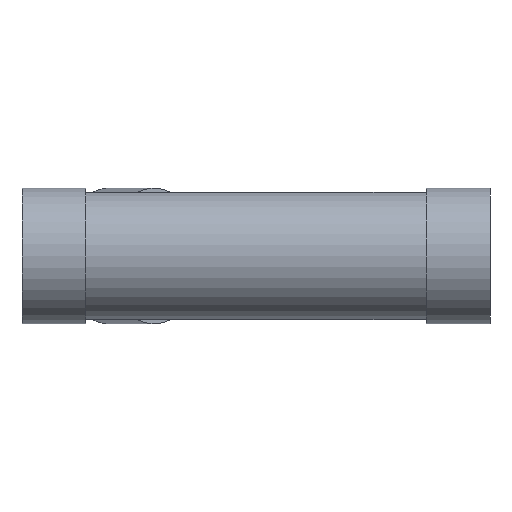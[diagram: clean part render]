
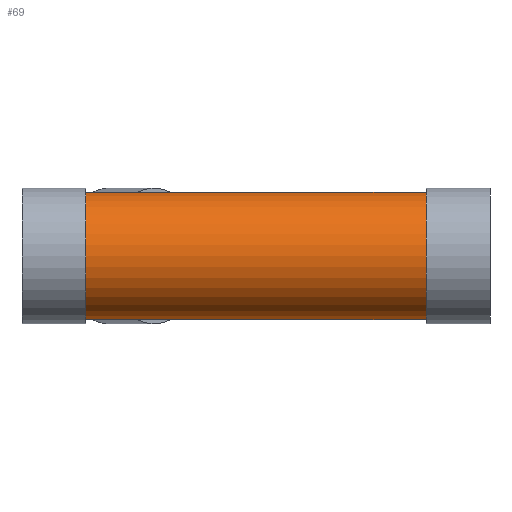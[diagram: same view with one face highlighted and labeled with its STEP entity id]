
A CAD part, front view. The second image highlights one B-rep face of the part: STEP entity #69.
In plain terms, the highlighted cylindrical face has radius 37.5 mm (diameter 75 mm), a full revolution.
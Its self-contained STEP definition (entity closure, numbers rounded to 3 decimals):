
#69 = ADVANCED_FACE( '', ( #151, #152, #153 ), #154, .T. );
#151 = FACE_OUTER_BOUND( '', #236, .T. );
#152 = FACE_BOUND( '', #237, .T. );
#153 = FACE_OUTER_BOUND( '', #238, .T. );
#154 = CYLINDRICAL_SURFACE( '', #239, 37.5 );
#236 = EDGE_LOOP( '', ( #344 ) );
#237 = EDGE_LOOP( '', ( #345, #346 ) );
#238 = EDGE_LOOP( '', ( #347 ) );
#239 = AXIS2_PLACEMENT_3D( '', #348, #349, #350 );
#344 = ORIENTED_EDGE( '', *, *, #415, .T. );
#345 = ORIENTED_EDGE( '', *, *, #410, .F. );
#346 = ORIENTED_EDGE( '', *, *, #411, .F. );
#347 = ORIENTED_EDGE( '', *, *, #390, .F. );
#348 = CARTESIAN_POINT( '', ( 138., 0., 0. ) );
#349 = DIRECTION( '', ( -1., 0., 0. ) );
#350 = DIRECTION( '', ( 0., 0., -1. ) );
#390 = EDGE_CURVE( '', #436, #436, #437, .T. );
#410 = EDGE_CURVE( '', #468, #469, #470, .F. );
#411 = EDGE_CURVE( '', #469, #468, #471, .F. );
#415 = EDGE_CURVE( '', #476, #476, #477, .T. );
#436 = VERTEX_POINT( '', #499 );
#437 = CIRCLE( '', #500, 37.5 );
#468 = VERTEX_POINT( '', #531 );
#469 = VERTEX_POINT( '', #532 );
#470 = ELLIPSE( '', #533, 97.992, 37.5 );
#471 = ELLIPSE( '', #534, 40.59, 37.5 );
#476 = VERTEX_POINT( '', #539 );
#477 = CIRCLE( '', #540, 37.5 );
#499 = CARTESIAN_POINT( '', ( 100.5, 0., -37.5 ) );
#500 = AXIS2_PLACEMENT_3D( '', #563, #564, #565 );
#531 = CARTESIAN_POINT( '', ( 37.5, 0., -37.5 ) );
#532 = CARTESIAN_POINT( '', ( 37.5, 0., 37.5 ) );
#533 = AXIS2_PLACEMENT_3D( '', #599, #600, #601 );
#534 = AXIS2_PLACEMENT_3D( '', #602, #603, #604 );
#539 = CARTESIAN_POINT( '', ( -100.5, 0., -37.5 ) );
#540 = AXIS2_PLACEMENT_3D( '', #608, #609, #610 );
#563 = CARTESIAN_POINT( '', ( 100.5, 0., 0. ) );
#564 = DIRECTION( '', ( 1., 0., 0. ) );
#565 = DIRECTION( '', ( 0., 0., -1. ) );
#599 = CARTESIAN_POINT( '', ( 37.5, 0., 0. ) );
#600 = DIRECTION( '', ( -0.383, -0.924, 0. ) );
#601 = DIRECTION( '', ( 0.924, -0.383, 0. ) );
#602 = CARTESIAN_POINT( '', ( 37.5, 0., 0. ) );
#603 = DIRECTION( '', ( 0.924, -0.383, 0. ) );
#604 = DIRECTION( '', ( -0.383, -0.924, 0. ) );
#608 = CARTESIAN_POINT( '', ( -100.5, 0., 0. ) );
#609 = DIRECTION( '', ( 1., 0., 0. ) );
#610 = DIRECTION( '', ( 0., 0., -1. ) );
